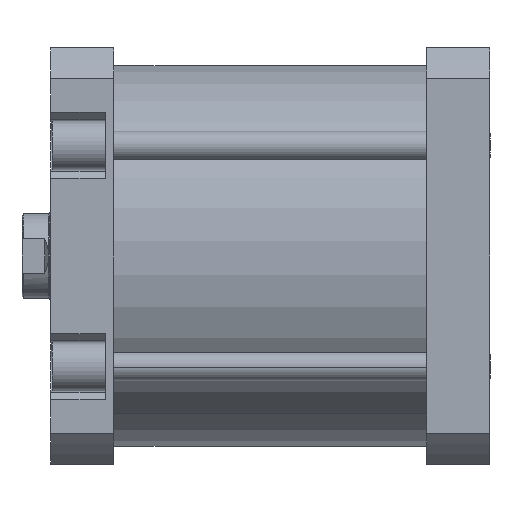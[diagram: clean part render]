
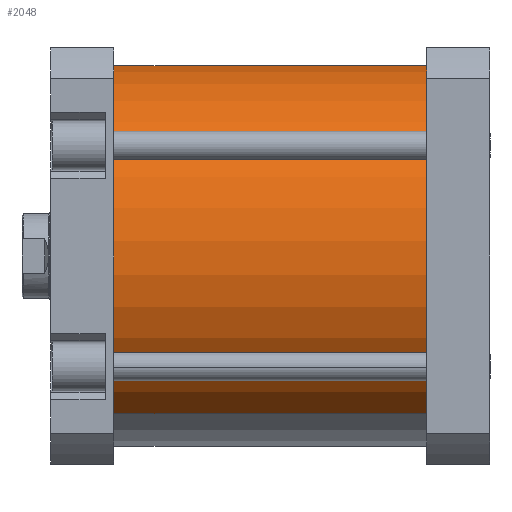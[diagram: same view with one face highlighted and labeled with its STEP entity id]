
A CAD part, front view. The second image highlights one B-rep face of the part: STEP entity #2048.
In plain terms, the highlighted cylindrical face has radius 66.5 mm (diameter 133 mm), a partial arc.
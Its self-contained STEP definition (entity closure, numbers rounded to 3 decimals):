
#1294 = DIRECTION ( 'NONE',  ( -1., 0., 0. ) ) ;
#1296 = CARTESIAN_POINT ( 'NONE',  ( 0., 0., 109. ) ) ;
#1297 = DIRECTION ( 'NONE',  ( 0., 0., -1. ) ) ;
#1808 = FACE_OUTER_BOUND ( 'NONE', #5559, .T. ) ;
#1814 = CYLINDRICAL_SURFACE ( 'NONE', #3808, 66.5 ) ;
#2048 = ADVANCED_FACE ( 'NONE', ( #1808 ), #1814, .T. ) ;
#3000 = LINE ( 'NONE', #6587, #3002 ) ;
#3002 = VECTOR ( 'NONE', #6586, 1000. ) ;
#3025 = CIRCLE ( 'NONE', #4155, 66.5 ) ;
#3033 = LINE ( 'NONE', #6532, #3034 ) ;
#3034 = VECTOR ( 'NONE', #6531, 1000. ) ;
#3040 = CIRCLE ( 'NONE', #4156, 66.5 ) ;
#3136 = CARTESIAN_POINT ( 'NONE',  ( 66.5, 0., 109. ) ) ;
#3150 = CARTESIAN_POINT ( 'NONE',  ( 66.5, 0., 0. ) ) ;
#3151 = CARTESIAN_POINT ( 'NONE',  ( -66.5, 0., 0. ) ) ;
#3211 = CARTESIAN_POINT ( 'NONE',  ( -66.5, 0., 109. ) ) ;
#3808 = AXIS2_PLACEMENT_3D ( 'NONE', #1296, #1297, #1294 ) ;
#4155 = AXIS2_PLACEMENT_3D ( 'NONE', #6563, #6553, #6551 ) ;
#4156 = AXIS2_PLACEMENT_3D ( 'NONE', #6518, #6516, #6514 ) ;
#4475 = ORIENTED_EDGE ( 'NONE', *, *, #5067, .T. ) ;
#4493 = ORIENTED_EDGE ( 'NONE', *, *, #5078, .F. ) ;
#4576 = ORIENTED_EDGE ( 'NONE', *, *, #5056, .F. ) ;
#5056 = EDGE_CURVE ( 'NONE', #7679, #7694, #3000, .T. ) ;
#5067 = EDGE_CURVE ( 'NONE', #7695, #7694, #3025, .T. ) ;
#5073 = EDGE_CURVE ( 'NONE', #7757, #7695, #3033, .T. ) ;
#5078 = EDGE_CURVE ( 'NONE', #7757, #7679, #3040, .T. ) ;
#5181 = ORIENTED_EDGE ( 'NONE', *, *, #5073, .T. ) ;
#5559 = EDGE_LOOP ( 'NONE', ( #4576, #4493, #5181, #4475 ) ) ;
#6514 = DIRECTION ( 'NONE',  ( 1., 0., 0. ) ) ;
#6516 = DIRECTION ( 'NONE',  ( 0., 0., 1. ) ) ;
#6518 = CARTESIAN_POINT ( 'NONE',  ( 0., 0., 109. ) ) ;
#6531 = DIRECTION ( 'NONE',  ( 0., 0., -1. ) ) ;
#6532 = CARTESIAN_POINT ( 'NONE',  ( -66.5, 0., 109. ) ) ;
#6551 = DIRECTION ( 'NONE',  ( 1., 0., 0. ) ) ;
#6553 = DIRECTION ( 'NONE',  ( 0., 0., 1. ) ) ;
#6563 = CARTESIAN_POINT ( 'NONE',  ( 0., 0., 0. ) ) ;
#6586 = DIRECTION ( 'NONE',  ( 0., 0., -1. ) ) ;
#6587 = CARTESIAN_POINT ( 'NONE',  ( 66.5, 0., 109. ) ) ;
#7679 = VERTEX_POINT ( 'NONE', #3136 ) ;
#7694 = VERTEX_POINT ( 'NONE', #3150 ) ;
#7695 = VERTEX_POINT ( 'NONE', #3151 ) ;
#7757 = VERTEX_POINT ( 'NONE', #3211 ) ;
